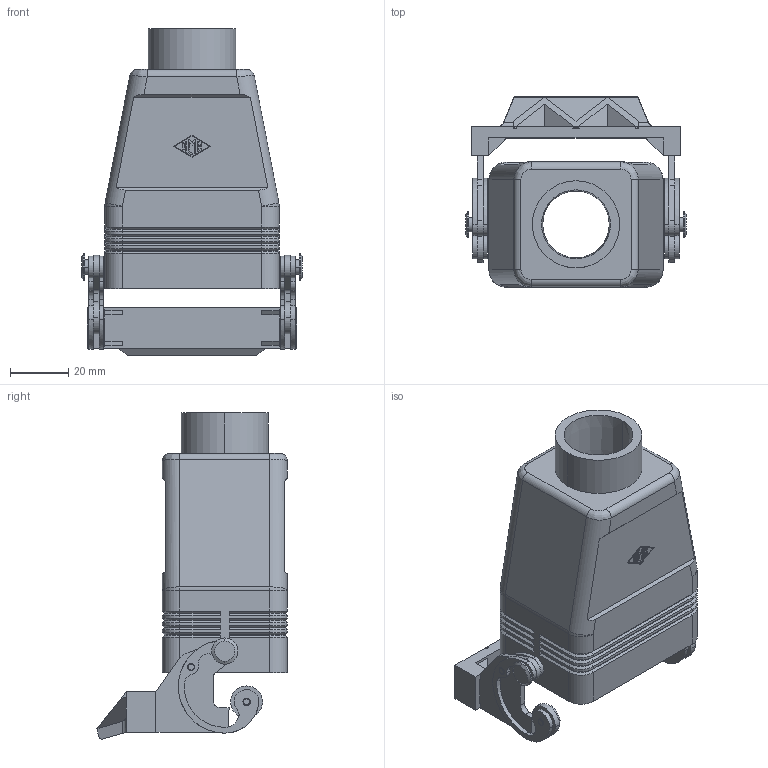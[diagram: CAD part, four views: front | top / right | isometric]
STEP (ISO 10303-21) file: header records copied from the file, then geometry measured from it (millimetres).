
FILE_DESCRIPTION(('Creo Elements/Direct Modeling STEP Export'),'2;1');
FILE_NAME('CAVT_06_5_LG.stp','2012-12-18T 9:31:23',(''),(''),'Creo Elements/Direct Modeling STEP processor for AP214 (Solid Model)','Creo Elements/Direct Modeling 18.0B 02-Dec-2011 (C) Parametric Technology GmbH','');
FILE_SCHEMA(('AUTOMOTIVE_DESIGN { 1 0 10303 214 1 1 1 1 }'));
Length unit declared in the file: millimetre
Products named in the file (1): MSBO10619
Bounding box: 76 x 65.59 x 112.34 mm (x, y, z)
Volume: 74629.9 mm3; surface area: 41569 mm2
Topology: 1 solids, 3 shells, 537 faces, 1394 edges, 888 vertices
Faces by surface type: plane 299, cylinder 168, cone 46, torus 16, sphere 4, bspline 4
Entity records: 20219 total; most frequent: CARTESIAN_POINT 2991, ORIENTED_EDGE 2772, DIRECTION 2646, EDGE_CURVE 1386, VERTEX_POINT 888, AXIS2_PLACEMENT_3D 883, VECTOR 880, LINE 880
